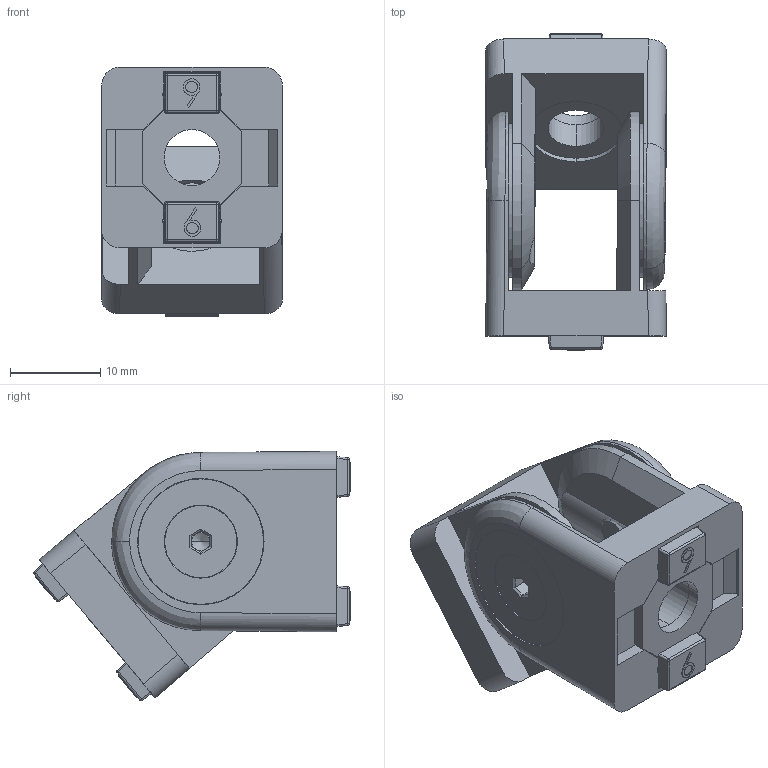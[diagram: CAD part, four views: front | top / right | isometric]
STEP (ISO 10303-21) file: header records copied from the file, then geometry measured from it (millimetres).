
FILE_DESCRIPTION(('STEP AP214'),'1');
FILE_NAME('fath_093ga20an.stp','2017-05-11T09:44:28',('TraceParts'),('TraceParts S.A.'),'Spatial InterOp 3D',' ',' ');
FILE_SCHEMA(('automotive_design'));
Length unit declared in the file: millimetre
Products named in the file (10): fath_093ga20an_1; fath_093ga20an_2; fath_093ga20an_3; fath_093ga20an_4; fath_093ga20an_5; fath_093ga20an_6; fath_093ga20an_7; fath_093ga20an_8; fath_093ga20an_9; fath_093ga20an_10
Bounding box: 20 x 35.05 x 27.62 mm (x, y, z)
Volume: 6733.5 mm3; surface area: 7789.4 mm2
Topology: 10 solids, 10 shells, 516 faces, 1240 edges, 762 vertices
Faces by surface type: plane 248, cylinder 136, bspline 40, torus 40, cone 36, sphere 16
Entity records: 21364 total; most frequent: CARTESIAN_POINT 5244, ORIENTED_EDGE 2472, DIRECTION 2416, EDGE_CURVE 1236, AXIS2_PLACEMENT_3D 862, VERTEX_POINT 762, LINE 692, VECTOR 692
